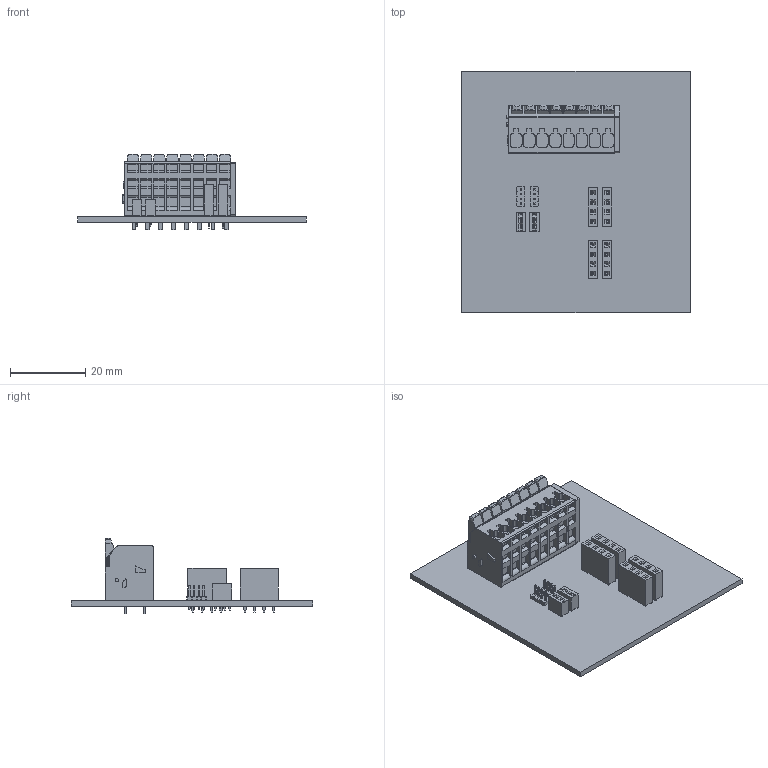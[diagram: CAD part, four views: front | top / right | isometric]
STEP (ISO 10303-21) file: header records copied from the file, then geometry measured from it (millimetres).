
FILE_DESCRIPTION(('KiCad electronic assembly'),'2;1');
FILE_NAME('pcb-bulkplate-passthrough.step','2025-09-12T22:36:31',( 'Pcbnew'),('Kicad'),'Open CASCADE STEP processor 7.8', 'KiCad to STEP converter','Unknown');
FILE_SCHEMA(('AUTOMOTIVE_DESIGN { 1 0 10303 214 1 1 1 1 }'));
Length unit declared in the file: millimetre
Products named in the file (6): pcb-bulkplate-passthrough 1; PinSocket_1x04_P1.27mm_Vertical; PinSocket_1x04_P2.54mm_Vertical; PinHeader_1x04_P1.27mm_Vertical; 2601-3108; pcb-bulkplate-passthrough_PCB
Assembly tree (10 placements, depth 2):
  pcb-bulkplate-passthrough 1
    PinSocket_1x04_P1.27mm_Vertical  x2
    PinSocket_1x04_P2.54mm_Vertical  x4
    PinHeader_1x04_P1.27mm_Vertical  x2
    2601-3108
    pcb-bulkplate-passthrough_PCB
Bounding box: 60.8 x 64.2 x 20.18 mm (x, y, z)
Volume: 11628.2 mm3; surface area: 14197.9 mm2
Topology: 10 solids, 10 shells, 1970 faces, 5300 edges, 3476 vertices
Faces by surface type: plane 1503, cylinder 467
Full cylindrical faces by diameter (mm): 0.65 x8, 0.7 x8, 0.9 x1, 1 x16, 1.2 x16
Entity records: 55624 total; most frequent: CARTESIAN_POINT 8059, ORIENTED_EDGE 7756, DIRECTION 7552, EDGE_CURVE 3878, LINE 2922, VECTOR 2922, VERTEX_POINT 2560, AXIS2_PLACEMENT_3D 2315
